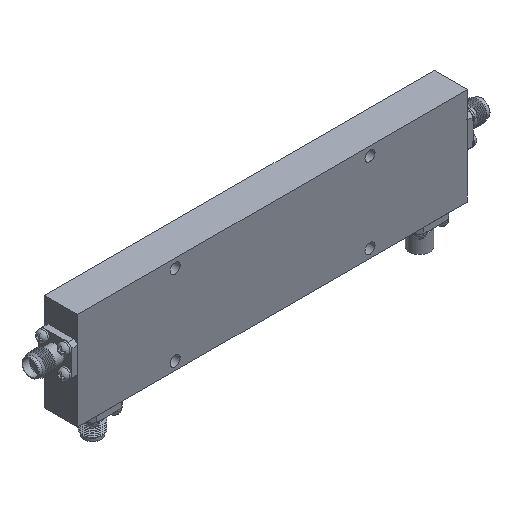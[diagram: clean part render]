
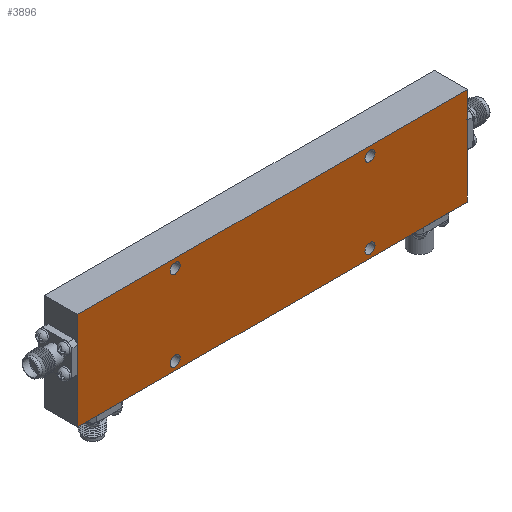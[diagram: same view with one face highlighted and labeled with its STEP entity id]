
A CAD part, isometric view. The second image highlights one B-rep face of the part: STEP entity #3896.
In plain terms, the highlighted planar face has unit normal (0, -1, 0).
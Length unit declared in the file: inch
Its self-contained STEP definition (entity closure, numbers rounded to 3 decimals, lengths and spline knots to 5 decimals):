
#159 = DIRECTION ( 'NONE',  ( 0., 1., 0. ) ) ;
#179 = FACE_BOUND ( 'NONE', #779, .T. ) ;
#195 = CARTESIAN_POINT ( 'NONE',  ( 1.182, -0.402, 0.4865 ) ) ;
#351 = DIRECTION ( 'NONE',  ( 0., 0., 1. ) ) ;
#410 = LINE ( 'NONE', #1289, #2230 ) ;
#420 = EDGE_LOOP ( 'NONE', ( #5047, #3033, #6064, #1457 ) ) ;
#531 = CARTESIAN_POINT ( 'NONE',  ( 1.182, -0.402, 0.5475 ) ) ;
#584 = VERTEX_POINT ( 'NONE', #4888 ) ;
#592 = DIRECTION ( 'NONE',  ( 0., 0., 1. ) ) ;
#655 = VERTEX_POINT ( 'NONE', #5147 ) ;
#753 = EDGE_LOOP ( 'NONE', ( #3930 ) ) ;
#771 = EDGE_LOOP ( 'NONE', ( #5677 ) ) ;
#779 = EDGE_LOOP ( 'NONE', ( #5356 ) ) ;
#858 = CARTESIAN_POINT ( 'NONE',  ( -2.364, -0.402, -0.591 ) ) ;
#1139 = CIRCLE ( 'NONE', #3028, 0.061 ) ;
#1261 = LINE ( 'NONE', #858, #3663 ) ;
#1289 = CARTESIAN_POINT ( 'NONE',  ( 2.364, -0.402, 0.591 ) ) ;
#1411 = AXIS2_PLACEMENT_3D ( 'NONE', #3052, #159, #592 ) ;
#1457 = ORIENTED_EDGE ( 'NONE', *, *, #3951, .F. ) ;
#1464 = VERTEX_POINT ( 'NONE', #2747 ) ;
#1486 = EDGE_CURVE ( 'NONE', #584, #584, #5068, .T. ) ;
#1526 = ORIENTED_EDGE ( 'NONE', *, *, #2118, .T. ) ;
#1645 = DIRECTION ( 'NONE',  ( 0., 1., 0. ) ) ;
#1703 = DIRECTION ( 'NONE',  ( 1., 0., 0. ) ) ;
#1733 = EDGE_CURVE ( 'NONE', #2916, #2916, #2012, .T. ) ;
#2012 = CIRCLE ( 'NONE', #5505, 0.061 ) ;
#2020 = CARTESIAN_POINT ( 'NONE',  ( -1.182, -0.402, -0.4255 ) ) ;
#2118 = EDGE_CURVE ( 'NONE', #3636, #3636, #5598, .T. ) ;
#2171 = CARTESIAN_POINT ( 'NONE',  ( 2.364, -0.402, -0.591 ) ) ;
#2230 = VECTOR ( 'NONE', #1703, 39.37008 ) ;
#2631 = FACE_BOUND ( 'NONE', #753, .T. ) ;
#2723 = CARTESIAN_POINT ( 'NONE',  ( -2.364, -0.402, -0.591 ) ) ;
#2747 = CARTESIAN_POINT ( 'NONE',  ( -2.364, -0.402, 0.591 ) ) ;
#2758 = CARTESIAN_POINT ( 'NONE',  ( -1.182, -0.402, -0.4865 ) ) ;
#2818 = VERTEX_POINT ( 'NONE', #2723 ) ;
#2855 = EDGE_CURVE ( 'NONE', #3854, #2818, #4111, .T. ) ;
#2908 = EDGE_CURVE ( 'NONE', #2818, #1464, #1261, .T. ) ;
#2916 = VERTEX_POINT ( 'NONE', #2020 ) ;
#3028 = AXIS2_PLACEMENT_3D ( 'NONE', #195, #3941, #3086 ) ;
#3033 = ORIENTED_EDGE ( 'NONE', *, *, #2908, .F. ) ;
#3042 = CARTESIAN_POINT ( 'NONE',  ( 0., -0.402, 0. ) ) ;
#3052 = CARTESIAN_POINT ( 'NONE',  ( -1.182, -0.402, 0.4865 ) ) ;
#3086 = DIRECTION ( 'NONE',  ( 0., 0., 1. ) ) ;
#3132 = DIRECTION ( 'NONE',  ( 0., 0., 1. ) ) ;
#3464 = VECTOR ( 'NONE', #3633, 39.37008 ) ;
#3481 = FACE_BOUND ( 'NONE', #771, .T. ) ;
#3509 = FACE_BOUND ( 'NONE', #3926, .T. ) ;
#3573 = FACE_OUTER_BOUND ( 'NONE', #420, .T. ) ;
#3633 = DIRECTION ( 'NONE',  ( -1., 0., 0. ) ) ;
#3636 = VERTEX_POINT ( 'NONE', #4983 ) ;
#3663 = VECTOR ( 'NONE', #3132, 39.37008 ) ;
#3718 = CARTESIAN_POINT ( 'NONE',  ( 1.182, -0.402, -0.4865 ) ) ;
#3730 = DIRECTION ( 'NONE',  ( 0., 0., 1. ) ) ;
#3854 = VERTEX_POINT ( 'NONE', #2171 ) ;
#3896 = ADVANCED_FACE ( 'NONE', ( #2631, #179, #3509, #3481, #3573 ), #5484, .F. ) ;
#3926 = EDGE_LOOP ( 'NONE', ( #1526 ) ) ;
#3930 = ORIENTED_EDGE ( 'NONE', *, *, #5407, .T. ) ;
#3941 = DIRECTION ( 'NONE',  ( 0., 1., 0. ) ) ;
#3951 = EDGE_CURVE ( 'NONE', #655, #3854, #4081, .T. ) ;
#3958 = CARTESIAN_POINT ( 'NONE',  ( 2.364, -0.402, -0.591 ) ) ;
#4081 = LINE ( 'NONE', #3958, #4792 ) ;
#4111 = LINE ( 'NONE', #6104, #3464 ) ;
#4347 = VERTEX_POINT ( 'NONE', #531 ) ;
#4792 = VECTOR ( 'NONE', #5013, 39.37008 ) ;
#4888 = CARTESIAN_POINT ( 'NONE',  ( 1.182, -0.402, -0.4255 ) ) ;
#4983 = CARTESIAN_POINT ( 'NONE',  ( -1.182, -0.402, 0.5475 ) ) ;
#5013 = DIRECTION ( 'NONE',  ( 0., 0., -1. ) ) ;
#5030 = AXIS2_PLACEMENT_3D ( 'NONE', #3042, #1645, #5454 ) ;
#5047 = ORIENTED_EDGE ( 'NONE', *, *, #5242, .F. ) ;
#5068 = CIRCLE ( 'NONE', #5871, 0.061 ) ;
#5147 = CARTESIAN_POINT ( 'NONE',  ( 2.364, -0.402, 0.591 ) ) ;
#5242 = EDGE_CURVE ( 'NONE', #1464, #655, #410, .T. ) ;
#5356 = ORIENTED_EDGE ( 'NONE', *, *, #1486, .T. ) ;
#5407 = EDGE_CURVE ( 'NONE', #4347, #4347, #1139, .T. ) ;
#5454 = DIRECTION ( 'NONE',  ( 0., 0., 1. ) ) ;
#5484 = PLANE ( 'NONE',  #5030 ) ;
#5500 = DIRECTION ( 'NONE',  ( 0., 1., 0. ) ) ;
#5505 = AXIS2_PLACEMENT_3D ( 'NONE', #2758, #6109, #3730 ) ;
#5598 = CIRCLE ( 'NONE', #1411, 0.061 ) ;
#5677 = ORIENTED_EDGE ( 'NONE', *, *, #1733, .T. ) ;
#5871 = AXIS2_PLACEMENT_3D ( 'NONE', #3718, #5500, #351 ) ;
#6064 = ORIENTED_EDGE ( 'NONE', *, *, #2855, .F. ) ;
#6104 = CARTESIAN_POINT ( 'NONE',  ( 2.364, -0.402, -0.591 ) ) ;
#6109 = DIRECTION ( 'NONE',  ( 0., 1., 0. ) ) ;
